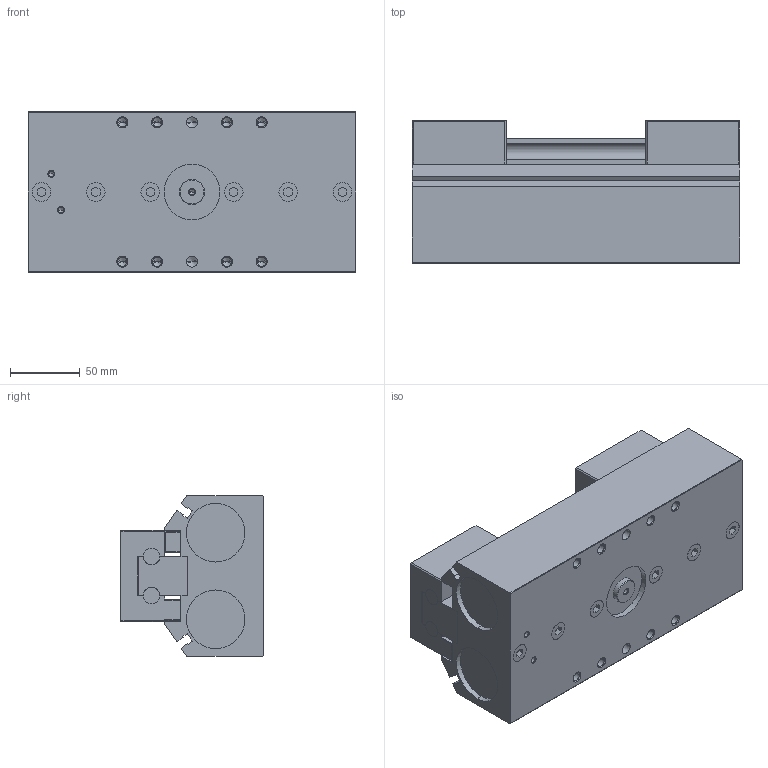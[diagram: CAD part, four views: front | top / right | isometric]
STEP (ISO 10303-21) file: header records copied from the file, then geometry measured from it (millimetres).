
FILE_DESCRIPTION( ( '' ), '1' );
FILE_NAME( 'lpg40_100_lp401aae_0_2_14a.stp', '2010-10-25T12:38:33', ( '' ), ( '' ), ' ', ' ', ' ' );
FILE_SCHEMA( ( 'automotive_design' ) );
Length unit declared in the file: millimetre
Products named in the file (3): 1; 2; 3
Bounding box: 235 x 102 x 115 mm (x, y, z)
Volume: 2022842 mm3; surface area: 193329.4 mm2
Topology: 3 solids, 3 shells, 438 faces, 1056 edges, 639 vertices
Faces by surface type: plane 228, cylinder 116, cone 94
Entity records: 24129 total; most frequent: DIRECTION 2176, STYLED_ITEM 2094, PRESENTATION_STYLE_ASSIGNMENT 2094, CARTESIAN_POINT 2094, COLOUR_RGB 2094, ORIENTED_EDGE 2028, EDGE_CURVE 1014, CURVE_STYLE 1014
